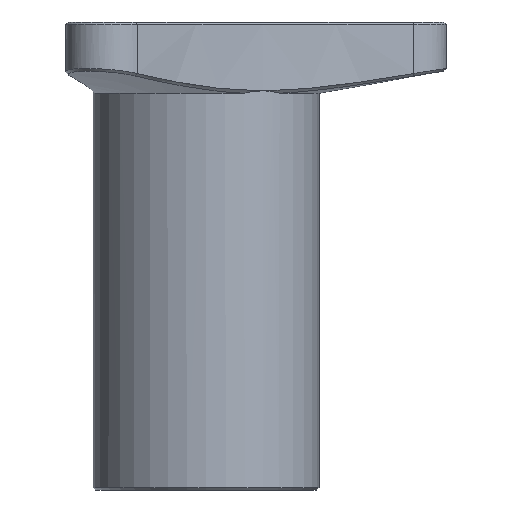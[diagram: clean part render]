
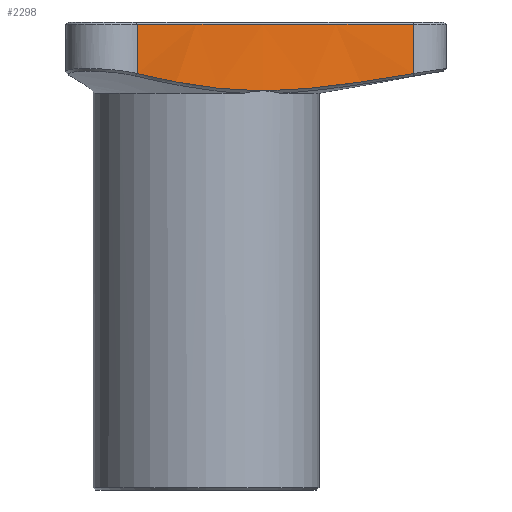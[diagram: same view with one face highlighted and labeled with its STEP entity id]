
A CAD part, left-side view. The second image highlights one B-rep face of the part: STEP entity #2298.
In plain terms, the highlighted cylindrical face has radius 87.5 mm (diameter 175 mm), a partial arc.
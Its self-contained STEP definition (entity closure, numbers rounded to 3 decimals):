
#252=FACE_OUTER_BOUND('',#385,.T.);
#385=EDGE_LOOP('',(#2110,#2111,#2112,#2113,#2114,#2115,#2116));
#402=CIRCLE('',#2396,87.5);
#541=B_SPLINE_CURVE_WITH_KNOTS('',3,(#6779,#6780,#6781,#6782,#6783),
 .UNSPECIFIED.,.F.,.F.,(4,1,4),(10.767,12.291,13.433),
 .UNSPECIFIED.);
#545=B_SPLINE_CURVE_WITH_KNOTS('',3,(#6875,#6876,#6877,#6878),
 .UNSPECIFIED.,.F.,.F.,(4,4),(-3.973,-3.967),
 .UNSPECIFIED.);
#562=B_SPLINE_CURVE_WITH_KNOTS('',3,(#7259,#7260,#7261,#7262,#7263),
 .UNSPECIFIED.,.F.,.F.,(4,1,4),(8.101,9.244,10.767),
 .UNSPECIFIED.);
#564=B_SPLINE_CURVE_WITH_KNOTS('',3,(#7284,#7285,#7286,#7287),
 .UNSPECIFIED.,.F.,.F.,(4,4),(-0.29,-0.284),
 .UNSPECIFIED.);
#712=LINE('',#5435,#879);
#730=LINE('',#7290,#897);
#879=VECTOR('',#2747,7.);
#897=VECTOR('',#2807,7.);
#1077=VERTEX_POINT('',#5406);
#1078=VERTEX_POINT('',#5410);
#1081=VERTEX_POINT('',#5422);
#1099=VERTEX_POINT('',#6701);
#1101=VERTEX_POINT('',#6778);
#1113=VERTEX_POINT('',#7177);
#1118=VERTEX_POINT('',#7257);
#1384=EDGE_CURVE('',#1078,#1077,#402,.T.);
#1390=EDGE_CURVE('',#1081,#1078,#712,.T.);
#1424=EDGE_CURVE('',#1099,#1101,#541,.T.);
#1431=EDGE_CURVE('',#1101,#1081,#545,.T.);
#1457=EDGE_CURVE('',#1118,#1099,#562,.T.);
#1459=EDGE_CURVE('',#1113,#1118,#564,.T.);
#1460=EDGE_CURVE('',#1077,#1113,#730,.T.);
#2110=ORIENTED_EDGE('',*,*,#1384,.F.);
#2111=ORIENTED_EDGE('',*,*,#1390,.F.);
#2112=ORIENTED_EDGE('',*,*,#1431,.F.);
#2113=ORIENTED_EDGE('',*,*,#1424,.F.);
#2114=ORIENTED_EDGE('',*,*,#1457,.F.);
#2115=ORIENTED_EDGE('',*,*,#1459,.F.);
#2116=ORIENTED_EDGE('',*,*,#1460,.F.);
#2170=CYLINDRICAL_SURFACE('',#2422,87.5);
#2298=ADVANCED_FACE('',(#252),#2170,.F.);
#2396=AXIS2_PLACEMENT_3D('',#5412,#2733,#2734);
#2422=AXIS2_PLACEMENT_3D('',#7289,#2805,#2806);
#2733=DIRECTION('center_axis',(0.,0.,-1.));
#2734=DIRECTION('ref_axis',(1.,0.,0.));
#2747=DIRECTION('',(0.,0.,1.));
#2805=DIRECTION('center_axis',(0.,0.,-1.));
#2806=DIRECTION('ref_axis',(-1.,0.,0.));
#2807=DIRECTION('',(0.,0.,-1.));
#5406=CARTESIAN_POINT('',(-6.851,-35.456,43.28));
#5410=CARTESIAN_POINT('',(-34.131,11.795,43.28));
#5412=CARTESIAN_POINT('Origin',(-92.492,-53.4,43.28));
#5422=CARTESIAN_POINT('',(-34.131,11.795,34.873));
#5435=CARTESIAN_POINT('',(-34.131,11.795,43.68));
#6701=CARTESIAN_POINT('',(-16.714,-9.65,31.904));
#6778=CARTESIAN_POINT('',(-34.084,11.752,34.863));
#6779=CARTESIAN_POINT('Ctrl Pts',(-16.714,-9.65,31.904));
#6780=CARTESIAN_POINT('Ctrl Pts',(-19.242,-5.272,31.904));
#6781=CARTESIAN_POINT('Ctrl Pts',(-24.506,2.286,32.739));
#6782=CARTESIAN_POINT('Ctrl Pts',(-31.081,9.06,34.207));
#6783=CARTESIAN_POINT('Ctrl Pts',(-34.084,11.752,34.863));
#6875=CARTESIAN_POINT('Ctrl Pts',(-34.084,11.752,34.863));
#6876=CARTESIAN_POINT('Ctrl Pts',(-34.099,11.766,34.866));
#6877=CARTESIAN_POINT('Ctrl Pts',(-34.115,11.78,34.87));
#6878=CARTESIAN_POINT('Ctrl Pts',(-34.131,11.795,34.873));
#7177=CARTESIAN_POINT('',(-6.851,-35.456,34.873));
#7257=CARTESIAN_POINT('',(-6.864,-35.393,34.863));
#7259=CARTESIAN_POINT('Ctrl Pts',(-6.864,-35.393,34.863));
#7260=CARTESIAN_POINT('Ctrl Pts',(-7.694,-31.447,34.207));
#7261=CARTESIAN_POINT('Ctrl Pts',(-10.274,-22.366,32.739));
#7262=CARTESIAN_POINT('Ctrl Pts',(-14.187,-14.028,31.904));
#7263=CARTESIAN_POINT('Ctrl Pts',(-16.714,-9.65,31.904));
#7284=CARTESIAN_POINT('Ctrl Pts',(-6.851,-35.456,34.873));
#7285=CARTESIAN_POINT('Ctrl Pts',(-6.856,-35.435,34.87));
#7286=CARTESIAN_POINT('Ctrl Pts',(-6.86,-35.414,34.866));
#7287=CARTESIAN_POINT('Ctrl Pts',(-6.864,-35.393,34.863));
#7289=CARTESIAN_POINT('Origin',(-92.492,-53.4,43.68));
#7290=CARTESIAN_POINT('',(-6.851,-35.456,43.68));
